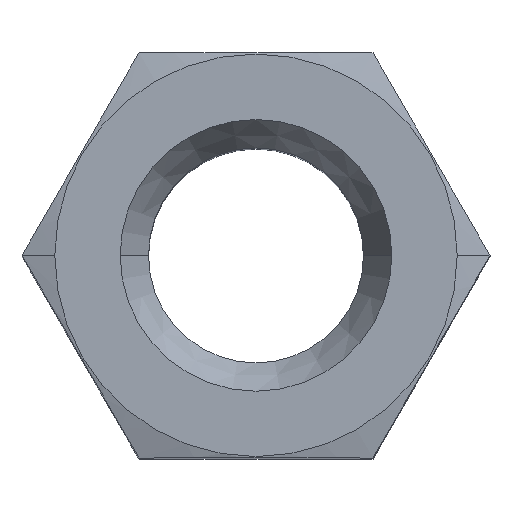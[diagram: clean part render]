
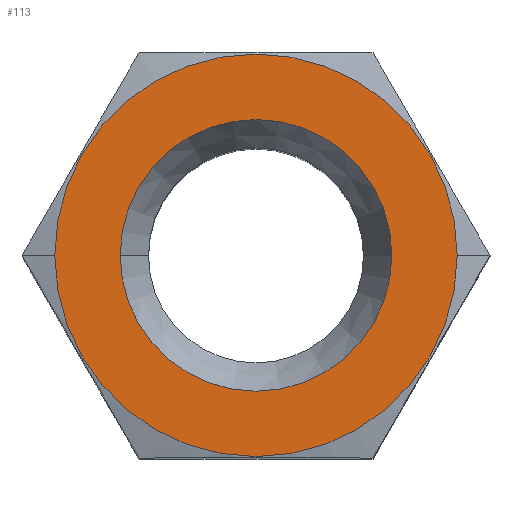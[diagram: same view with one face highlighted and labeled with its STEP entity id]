
A CAD part, top view. The second image highlights one B-rep face of the part: STEP entity #113.
In plain terms, the highlighted planar face has unit normal (0, 0, 1).
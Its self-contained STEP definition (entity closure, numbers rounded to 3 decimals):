
#109=EDGE_CURVE('',#111,#117,#291,.T.);
#111=VERTEX_POINT('',#293);
#113=ADVANCED_FACE('',(#295,#296),#297,.T.);
#117=VERTEX_POINT('',#301);
#121=VERTEX_POINT('',#305);
#157=EDGE_CURVE('',#117,#111,#345,.T.);
#159=EDGE_CURVE('',#121,#211,#347,.T.);
#211=VERTEX_POINT('',#408);
#233=EDGE_CURVE('',#211,#121,#432,.T.);
#291=CIRCLE('',#494,7.955);
#293=CARTESIAN_POINT('',(7.955,0.,0.));
#295=FACE_BOUND('',#498,.T.);
#296=FACE_OUTER_BOUND('',#499,.T.);
#297=PLANE('',#500);
#301=CARTESIAN_POINT('',(-7.955,0.,0.));
#305=CARTESIAN_POINT('',(-5.37,0.,0.));
#345=CIRCLE('',#582,7.955);
#347=CIRCLE('',#585,5.37);
#408=CARTESIAN_POINT('',(5.37,0.,0.));
#432=CIRCLE('',#740,5.37);
#494=AXIS2_PLACEMENT_3D('',#830,#831,#832);
#498=EDGE_LOOP('',(#834,#835));
#499=EDGE_LOOP('',(#836,#837));
#500=AXIS2_PLACEMENT_3D('',#838,#839,#840);
#582=AXIS2_PLACEMENT_3D('',#887,#888,#889);
#585=AXIS2_PLACEMENT_3D('',#890,#891,#892);
#740=AXIS2_PLACEMENT_3D('',#994,#995,#996);
#830=CARTESIAN_POINT('',(0.,0.,0.));
#831=DIRECTION('',(0.0,0.0,1.0));
#832=DIRECTION('',(-1.0,0.,0.0));
#834=ORIENTED_EDGE('',*,*,#159,.T.);
#835=ORIENTED_EDGE('',*,*,#233,.T.);
#836=ORIENTED_EDGE('',*,*,#157,.T.);
#837=ORIENTED_EDGE('',*,*,#109,.T.);
#838=CARTESIAN_POINT('',(-6.103,0.,0.));
#839=DIRECTION('',(0.0,0.0,1.0));
#840=DIRECTION('',(1.0,0.,0.0));
#887=CARTESIAN_POINT('',(0.,0.,0.));
#888=DIRECTION('',(0.0,0.0,1.0));
#889=DIRECTION('',(-1.0,0.,0.0));
#890=CARTESIAN_POINT('',(0.,0.,0.));
#891=DIRECTION('',(0.0,0.0,-1.0));
#892=DIRECTION('',(-1.0,0.,0.0));
#994=CARTESIAN_POINT('',(0.,0.,0.));
#995=DIRECTION('',(0.0,0.0,-1.0));
#996=DIRECTION('',(-1.0,0.,0.0));
